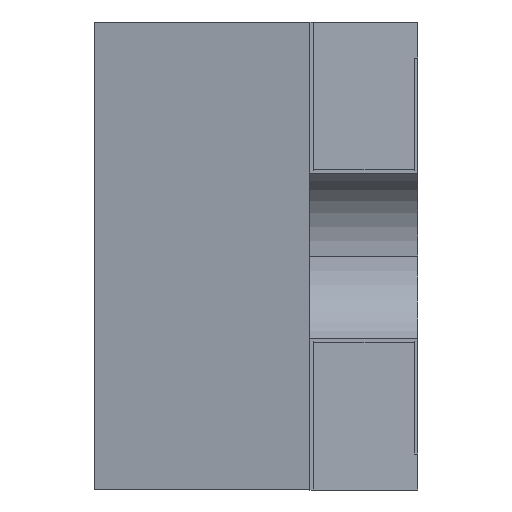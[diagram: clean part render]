
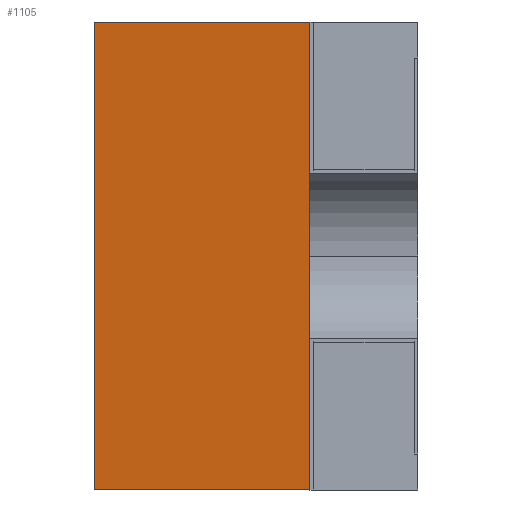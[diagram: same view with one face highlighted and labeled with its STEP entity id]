
A CAD part, left-side view. The second image highlights one B-rep face of the part: STEP entity #1105.
In plain terms, the highlighted planar face has unit normal (-0.985, 0.174, 0).
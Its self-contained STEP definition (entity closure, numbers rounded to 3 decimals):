
#241 = CARTESIAN_POINT ( 'NONE',  ( -0.7, 0.3, 0.65 ) ) ;
#281 = VECTOR ( 'NONE', #1804, 1000. ) ;
#335 = CARTESIAN_POINT ( 'NONE',  ( -0.7, 0.3, -0.65 ) ) ;
#358 = DIRECTION ( 'NONE',  ( 0., 0., 1. ) ) ;
#415 = ORIENTED_EDGE ( 'NONE', *, *, #1007, .T. ) ;
#459 = LINE ( 'NONE', #2450, #886 ) ;
#682 = DIRECTION ( 'NONE',  ( 0.174, 0.985, 0. ) ) ;
#747 = EDGE_CURVE ( 'NONE', #1312, #2471, #1185, .T. ) ;
#886 = VECTOR ( 'NONE', #358, 1000. ) ;
#982 = CARTESIAN_POINT ( 'NONE',  ( -0.7, 0.3, 0.65 ) ) ;
#991 = DIRECTION ( 'NONE',  ( 0.174, 0.985, 0. ) ) ;
#1007 = EDGE_CURVE ( 'NONE', #2079, #1312, #459, .T. ) ;
#1042 = VERTEX_POINT ( 'NONE', #2441 ) ;
#1089 = AXIS2_PLACEMENT_3D ( 'NONE', #2274, #1310, #2245 ) ;
#1105 = ADVANCED_FACE ( 'NONE', ( #1892 ), #1302, .F. ) ;
#1111 = LINE ( 'NONE', #1441, #1477 ) ;
#1185 = LINE ( 'NONE', #982, #2027 ) ;
#1213 = EDGE_LOOP ( 'NONE', ( #1965, #2483, #2477, #415 ) ) ;
#1276 = EDGE_CURVE ( 'NONE', #1042, #2471, #2022, .T. ) ;
#1302 = PLANE ( 'NONE',  #1089 ) ;
#1310 = DIRECTION ( 'NONE',  ( 0.985, -0.174, 0. ) ) ;
#1312 = VERTEX_POINT ( 'NONE', #241 ) ;
#1441 = CARTESIAN_POINT ( 'NONE',  ( -0.7, 0.3, -0.65 ) ) ;
#1477 = VECTOR ( 'NONE', #682, 1000. ) ;
#1589 = CARTESIAN_POINT ( 'NONE',  ( -0.594, 0.9, -0.65 ) ) ;
#1747 = EDGE_CURVE ( 'NONE', #2079, #1042, #1111, .T. ) ;
#1804 = DIRECTION ( 'NONE',  ( 0., 0., 1. ) ) ;
#1889 = CARTESIAN_POINT ( 'NONE',  ( -0.594, 0.9, 0.65 ) ) ;
#1892 = FACE_OUTER_BOUND ( 'NONE', #1213, .T. ) ;
#1965 = ORIENTED_EDGE ( 'NONE', *, *, #747, .T. ) ;
#2022 = LINE ( 'NONE', #1589, #281 ) ;
#2027 = VECTOR ( 'NONE', #991, 1000. ) ;
#2079 = VERTEX_POINT ( 'NONE', #335 ) ;
#2245 = DIRECTION ( 'NONE',  ( -0.174, -0.985, 0. ) ) ;
#2274 = CARTESIAN_POINT ( 'NONE',  ( -0.7, 0.3, -0.65 ) ) ;
#2441 = CARTESIAN_POINT ( 'NONE',  ( -0.594, 0.9, -0.65 ) ) ;
#2450 = CARTESIAN_POINT ( 'NONE',  ( -0.7, 0.3, -0.65 ) ) ;
#2471 = VERTEX_POINT ( 'NONE', #1889 ) ;
#2477 = ORIENTED_EDGE ( 'NONE', *, *, #1747, .F. ) ;
#2483 = ORIENTED_EDGE ( 'NONE', *, *, #1276, .F. ) ;
